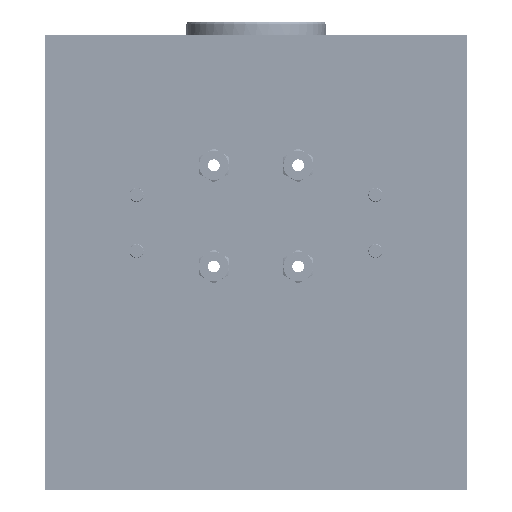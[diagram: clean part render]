
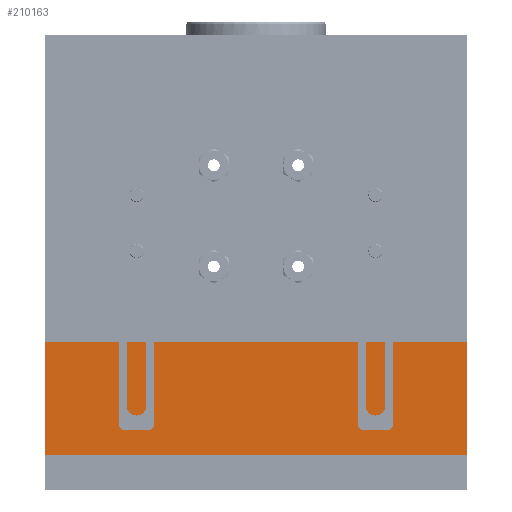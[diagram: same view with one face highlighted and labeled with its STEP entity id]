
A CAD part, left-side view. The second image highlights one B-rep face of the part: STEP entity #210163.
In plain terms, the highlighted free-form (B-spline) face has degree [1, 1] with [2, 2] control points.
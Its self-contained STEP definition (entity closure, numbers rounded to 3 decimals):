
#209986 = VERTEX_POINT('',#209987);
#209987 = CARTESIAN_POINT('',(-219.307,-219.307,
    -255.858));
#209992 = EDGE_CURVE('',#209986,#209993,#209995,.T.);
#209993 = VERTEX_POINT('',#209994);
#209994 = CARTESIAN_POINT('',(-219.307,219.307,
    -255.858));
#209995 = B_SPLINE_CURVE_WITH_KNOTS('',1,(#209996,#209997),
  .UNSPECIFIED.,.F.,.F.,(2,2),(0.,300.),.PIECEWISE_BEZIER_KNOTS.);
#209996 = CARTESIAN_POINT('',(-219.307,-219.307,
    -255.858));
#209997 = CARTESIAN_POINT('',(-219.307,219.307,
    -255.858));
#210099 = VERTEX_POINT('',#210100);
#210100 = CARTESIAN_POINT('',(-219.307,-219.307,
    -138.894));
#210120 = VERTEX_POINT('',#210121);
#210121 = CARTESIAN_POINT('',(-219.307,219.307,
    -138.894));
#210126 = EDGE_CURVE('',#210099,#210120,#210127,.T.);
#210127 = B_SPLINE_CURVE_WITH_KNOTS('',1,(#210128,#210129),
  .UNSPECIFIED.,.F.,.F.,(2,2),(0.,300.),.PIECEWISE_BEZIER_KNOTS.);
#210128 = CARTESIAN_POINT('',(-219.307,-219.307,
    -138.894));
#210129 = CARTESIAN_POINT('',(-219.307,219.307,
    -138.894));
#210163 = ADVANCED_FACE('',(#210164),#210178,.F.);
#210164 = FACE_BOUND('',#210165,.T.);
#210165 = EDGE_LOOP('',(#210166,#210167,#210172,#210173));
#210166 = ORIENTED_EDGE('',*,*,#210126,.T.);
#210167 = ORIENTED_EDGE('',*,*,#210168,.F.);
#210168 = EDGE_CURVE('',#209993,#210120,#210169,.T.);
#210169 = B_SPLINE_CURVE_WITH_KNOTS('',1,(#210170,#210171),
  .UNSPECIFIED.,.F.,.F.,(2,2),(0.,80.),.PIECEWISE_BEZIER_KNOTS.);
#210170 = CARTESIAN_POINT('',(-219.307,219.307,
    -255.858));
#210171 = CARTESIAN_POINT('',(-219.307,219.307,
    -138.894));
#210172 = ORIENTED_EDGE('',*,*,#209992,.F.);
#210173 = ORIENTED_EDGE('',*,*,#210174,.T.);
#210174 = EDGE_CURVE('',#209986,#210099,#210175,.T.);
#210175 = B_SPLINE_CURVE_WITH_KNOTS('',1,(#210176,#210177),
  .UNSPECIFIED.,.F.,.F.,(2,2),(0.,80.),.PIECEWISE_BEZIER_KNOTS.);
#210176 = CARTESIAN_POINT('',(-219.307,-219.307,
    -255.858));
#210177 = CARTESIAN_POINT('',(-219.307,-219.307,
    -138.894));
#210178 = B_SPLINE_SURFACE_WITH_KNOTS('',1,1,(
    (#210179,#210180)
    ,(#210181,#210182
  )),.UNSPECIFIED.,.F.,.F.,.F.,(2,2),(2,2),(-80.,0.),(0.,300.),
  .PIECEWISE_BEZIER_KNOTS.);
#210179 = CARTESIAN_POINT('',(-219.307,-219.307,
    -138.894));
#210180 = CARTESIAN_POINT('',(-219.307,219.307,
    -138.894));
#210181 = CARTESIAN_POINT('',(-219.307,-219.307,
    -255.858));
#210182 = CARTESIAN_POINT('',(-219.307,219.307,
    -255.858));
